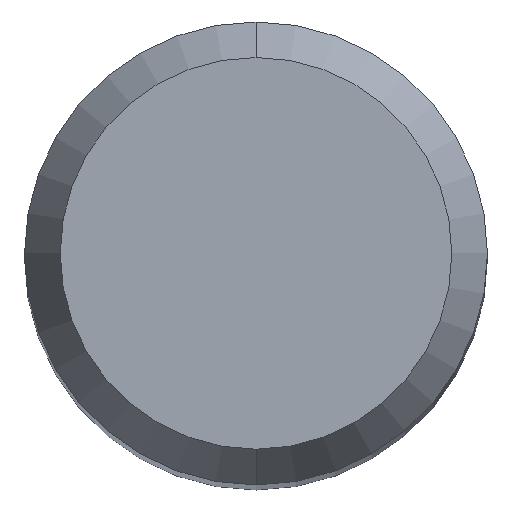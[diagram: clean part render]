
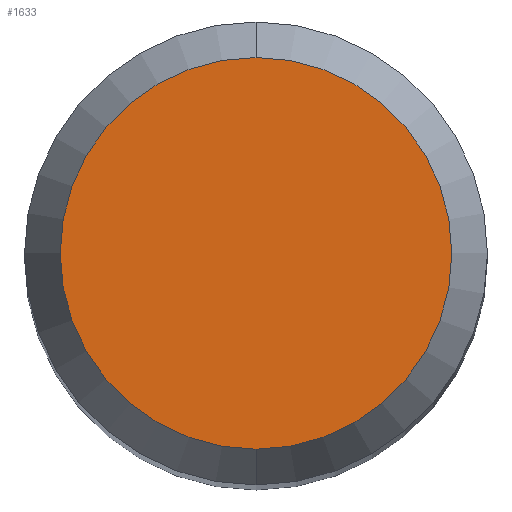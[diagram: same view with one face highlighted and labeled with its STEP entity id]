
A CAD part, top view. The second image highlights one B-rep face of the part: STEP entity #1633.
In plain terms, the highlighted planar face has unit normal (0, 0, 1).
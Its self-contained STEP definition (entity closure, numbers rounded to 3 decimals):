
#739=VERTEX_POINT('',#2085);
#1205=VERTEX_POINT('',#2597);
#1597=EDGE_CURVE('',#1205,#739,#3017,.T.);
#1633=ADVANCED_FACE('',(#3056),#3057,.T.);
#1659=EDGE_CURVE('',#739,#1205,#3085,.T.);
#2085=CARTESIAN_POINT('',(0.0,2.538,0.0));
#2597=CARTESIAN_POINT('',(0.,-2.538,0.0));
#3017=CIRCLE('',#11229,2.538);
#3056=FACE_OUTER_BOUND('',#11556,.T.);
#3057=PLANE('',#11557);
#3085=CIRCLE('',#11652,2.538);
#11229=AXIS2_PLACEMENT_3D('',#16907,#16908,#16909);
#11556=EDGE_LOOP('',(#16952,#16953));
#11557=AXIS2_PLACEMENT_3D('',#16954,#16955,#16956);
#11652=AXIS2_PLACEMENT_3D('',#16993,#16994,#16995);
#16907=CARTESIAN_POINT('',(0.0,0.0,0.0));
#16908=DIRECTION('',(0.0,0.0,-1.0));
#16909=DIRECTION('',(0.0,1.0,0.0));
#16952=ORIENTED_EDGE('',*,*,#1659,.F.);
#16953=ORIENTED_EDGE('',*,*,#1597,.F.);
#16954=CARTESIAN_POINT('',(0.0,1.269,0.0));
#16955=DIRECTION('',(-0.0,0.0,1.0));
#16956=DIRECTION('',(0.0,-1.0,0.0));
#16993=CARTESIAN_POINT('',(0.0,0.0,0.0));
#16994=DIRECTION('',(0.0,0.0,-1.0));
#16995=DIRECTION('',(0.0,1.0,0.0));
